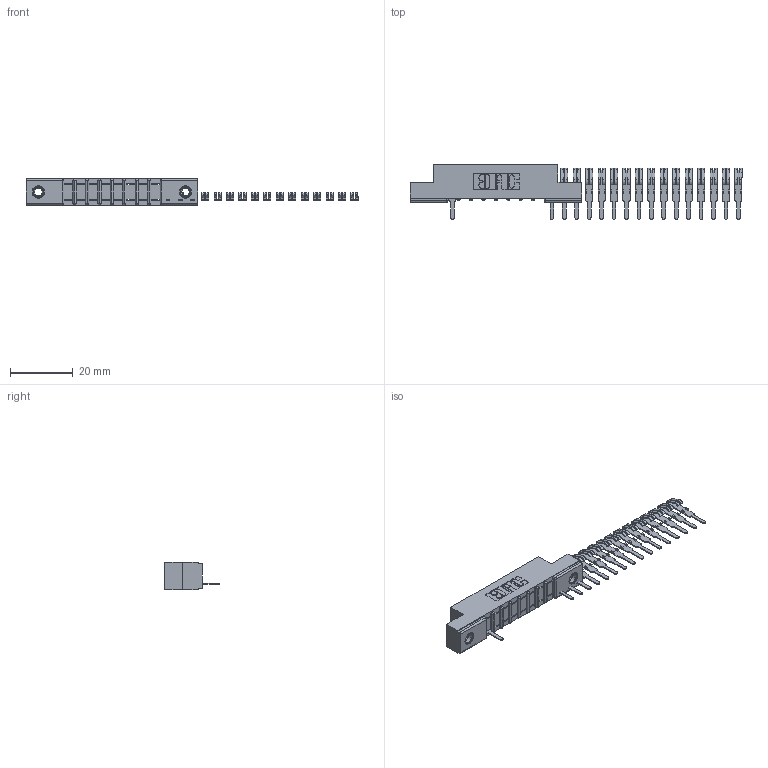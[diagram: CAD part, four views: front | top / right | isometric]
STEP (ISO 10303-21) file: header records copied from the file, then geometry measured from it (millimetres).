
FILE_DESCRIPTION (( 'STEP AP203' ), '1' );
FILE_NAME ('357-024-525-107.STEP', '2018-08-09T00:02:11', ( '' ), ( '' ), 'SwSTEP 2.0', 'SolidWorks 2016', '' );
FILE_SCHEMA (( 'CONFIG_CONTROL_DESIGN' ));
Length unit declared in the file: inch
Products named in the file (4): 307-290-001_525; 345-250-001_345-250-005-103; 357-024-525-107; 307 Part_.156 Dia Mounting Holes
Assembly tree (20 placements, depth 2):
  357-024-525-107
    307 Part_.156 Dia Mounting Holes
    307-290-001_525  x17
    345-250-001_345-250-005-103  x2
Bounding box: 105.75 x 17.42 x 8.71 mm (x, y, z)
Volume: 3593 mm3; surface area: 5782.3 mm2
Topology: 20 solids, 20 shells, 959 faces, 2637 edges, 1702 vertices
Faces by surface type: plane 623, cylinder 302, sphere 18, cone 12, torus 4
Entity records: 12491 total; most frequent: CARTESIAN_POINT 2032, DIRECTION 2015, ORIENTED_EDGE 2002, EDGE_CURVE 1001, VECTOR 753, LINE 753, VERTEX_POINT 648, AXIS2_PLACEMENT_3D 631
